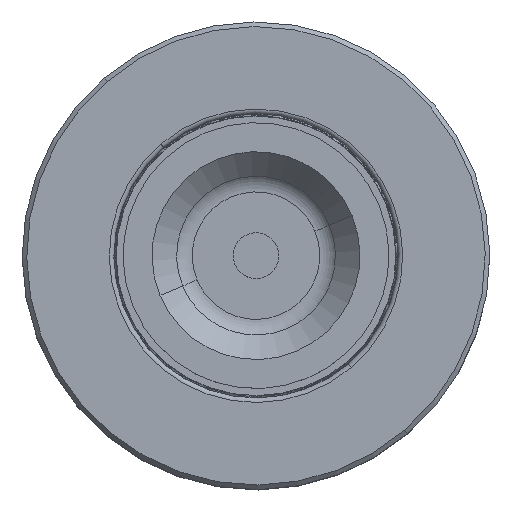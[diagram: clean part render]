
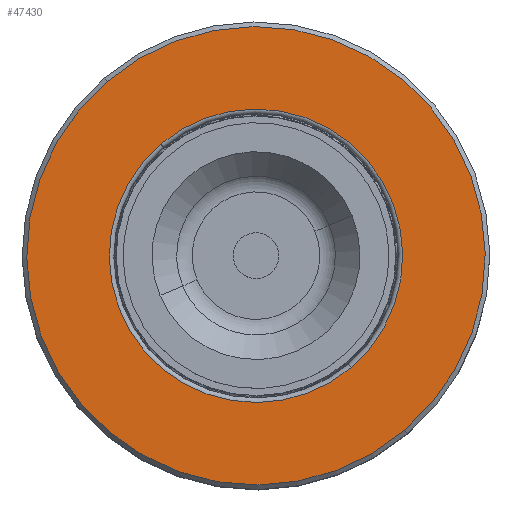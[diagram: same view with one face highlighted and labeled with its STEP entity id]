
A CAD part, top view. The second image highlights one B-rep face of the part: STEP entity #47430.
In plain terms, the highlighted face is planar.
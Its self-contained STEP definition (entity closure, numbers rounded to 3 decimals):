
#2841 = FACE_BOUND ( 'NONE', #15854, .T. ) ;
#3108 = CARTESIAN_POINT ( 'NONE',  ( 0., 15.687, 0. ) ) ;
#3403 = CARTESIAN_POINT ( 'NONE',  ( 0., 15.687, 0. ) ) ;
#4296 = VERTEX_POINT ( 'NONE', #43657 ) ;
#4974 = PLANE ( 'NONE',  #21042 ) ;
#5164 = CARTESIAN_POINT ( 'NONE',  ( 25., 15.687, 0. ) ) ;
#6326 = ORIENTED_EDGE ( 'NONE', *, *, #22078, .T. ) ;
#11113 = CARTESIAN_POINT ( 'NONE',  ( 0., 15.687, 0. ) ) ;
#13783 = CIRCLE ( 'NONE', #24991, 16. ) ;
#15095 = AXIS2_PLACEMENT_3D ( 'NONE', #11113, #44809, #40698 ) ;
#15854 = EDGE_LOOP ( 'NONE', ( #49676, #6326 ) ) ;
#17009 = CARTESIAN_POINT ( 'NONE',  ( 0., 15.687, 0. ) ) ;
#17792 = DIRECTION ( 'NONE',  ( 0., 1., 0. ) ) ;
#18801 = CIRCLE ( 'NONE', #47067, 25. ) ;
#19191 = CIRCLE ( 'NONE', #15095, 25. ) ;
#21042 = AXIS2_PLACEMENT_3D ( 'NONE', #5164, #17792, #43682 ) ;
#22078 = EDGE_CURVE ( 'NONE', #27760, #29002, #13783, .T. ) ;
#24304 = ORIENTED_EDGE ( 'NONE', *, *, #46074, .F. ) ;
#24652 = ORIENTED_EDGE ( 'NONE', *, *, #54479, .F. ) ;
#24991 = AXIS2_PLACEMENT_3D ( 'NONE', #3403, #49754, #41895 ) ;
#27760 = VERTEX_POINT ( 'NONE', #35026 ) ;
#28717 = DIRECTION ( 'NONE',  ( 0., -1., 0. ) ) ;
#29002 = VERTEX_POINT ( 'NONE', #29571 ) ;
#29571 = CARTESIAN_POINT ( 'NONE',  ( 0., 15.687, -16. ) ) ;
#30052 = FACE_OUTER_BOUND ( 'NONE', #36852, .T. ) ;
#31238 = EDGE_CURVE ( 'NONE', #29002, #27760, #50501, .T. ) ;
#32670 = DIRECTION ( 'NONE',  ( 0., 0., -1. ) ) ;
#33770 = DIRECTION ( 'NONE',  ( 0., 0., -1. ) ) ;
#35026 = CARTESIAN_POINT ( 'NONE',  ( 0., 15.687, 16. ) ) ;
#36421 = CARTESIAN_POINT ( 'NONE',  ( 0., 15.687, -25. ) ) ;
#36852 = EDGE_LOOP ( 'NONE', ( #24652, #24304 ) ) ;
#37999 = VERTEX_POINT ( 'NONE', #36421 ) ;
#38393 = DIRECTION ( 'NONE',  ( 0., -1., 0. ) ) ;
#40698 = DIRECTION ( 'NONE',  ( 0., 0., -1. ) ) ;
#41895 = DIRECTION ( 'NONE',  ( 0., 0., -1. ) ) ;
#43657 = CARTESIAN_POINT ( 'NONE',  ( 0., 15.687, 25. ) ) ;
#43682 = DIRECTION ( 'NONE',  ( 0., 0., 1. ) ) ;
#44809 = DIRECTION ( 'NONE',  ( 0., -1., 0. ) ) ;
#46074 = EDGE_CURVE ( 'NONE', #4296, #37999, #18801, .T. ) ;
#47067 = AXIS2_PLACEMENT_3D ( 'NONE', #3108, #28717, #32670 ) ;
#47430 = ADVANCED_FACE ( 'NONE', ( #2841, #30052 ), #4974, .T. ) ;
#49676 = ORIENTED_EDGE ( 'NONE', *, *, #31238, .T. ) ;
#49754 = DIRECTION ( 'NONE',  ( 0., -1., 0. ) ) ;
#50501 = CIRCLE ( 'NONE', #51653, 16. ) ;
#51653 = AXIS2_PLACEMENT_3D ( 'NONE', #17009, #38393, #33770 ) ;
#54479 = EDGE_CURVE ( 'NONE', #37999, #4296, #19191, .T. ) ;
